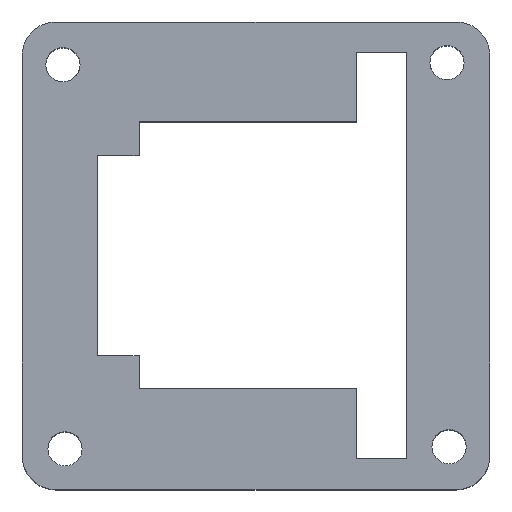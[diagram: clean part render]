
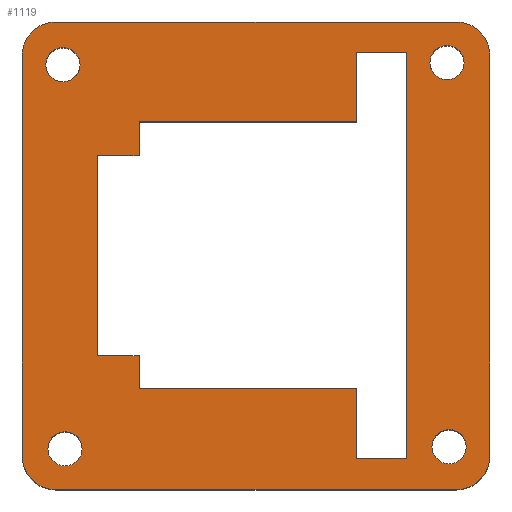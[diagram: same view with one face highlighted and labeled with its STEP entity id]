
A CAD part, top view. The second image highlights one B-rep face of the part: STEP entity #1119.
In plain terms, the highlighted planar face has unit normal (0, 0, 1).
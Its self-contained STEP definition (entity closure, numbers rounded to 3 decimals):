
#43=FACE_BOUND('',#213,.T.);
#44=FACE_BOUND('',#214,.T.);
#45=FACE_BOUND('',#215,.T.);
#46=FACE_BOUND('',#216,.T.);
#47=FACE_BOUND('',#217,.T.);
#71=PLANE('',#1244);
#141=FACE_OUTER_BOUND('',#212,.T.);
#212=EDGE_LOOP('',(#1028,#1029,#1030,#1031,#1032,#1033,#1034,#1035));
#213=EDGE_LOOP('',(#1036,#1037,#1038,#1039,#1040,#1041,#1042,#1043,#1044,
#1045,#1046,#1047));
#214=EDGE_LOOP('',(#1048));
#215=EDGE_LOOP('',(#1049));
#216=EDGE_LOOP('',(#1050));
#217=EDGE_LOOP('',(#1051));
#259=CIRCLE('',#1206,2.);
#260=CIRCLE('',#1221,2.);
#262=CIRCLE('',#1225,1.025);
#264=CIRCLE('',#1228,1.025);
#266=CIRCLE('',#1231,1.025);
#268=CIRCLE('',#1234,1.025);
#270=CIRCLE('',#1237,2.);
#272=CIRCLE('',#1241,2.);
#301=LINE('',#2149,#387);
#307=LINE('',#2166,#393);
#310=LINE('',#2172,#396);
#313=LINE('',#2178,#399);
#316=LINE('',#2184,#402);
#319=LINE('',#2190,#405);
#322=LINE('',#2196,#408);
#325=LINE('',#2202,#411);
#328=LINE('',#2208,#414);
#331=LINE('',#2214,#417);
#334=LINE('',#2220,#420);
#337=LINE('',#2226,#423);
#340=LINE('',#2230,#426);
#341=LINE('',#2234,#427);
#346=LINE('',#2247,#432);
#357=LINE('',#2285,#443);
#387=VECTOR('',#1394,10.);
#393=VECTOR('',#1410,10.);
#396=VECTOR('',#1415,10.);
#399=VECTOR('',#1420,10.);
#402=VECTOR('',#1425,10.);
#405=VECTOR('',#1430,10.);
#408=VECTOR('',#1435,10.);
#411=VECTOR('',#1440,10.);
#414=VECTOR('',#1445,10.);
#417=VECTOR('',#1450,10.);
#420=VECTOR('',#1455,10.);
#423=VECTOR('',#1460,10.);
#426=VECTOR('',#1465,10.);
#427=VECTOR('',#1468,10.);
#432=VECTOR('',#1481,10.);
#443=VECTOR('',#1524,10.);
#508=VERTEX_POINT('',#2146);
#509=VERTEX_POINT('',#2148);
#511=VERTEX_POINT('',#2156);
#514=VERTEX_POINT('',#2163);
#515=VERTEX_POINT('',#2165);
#517=VERTEX_POINT('',#2171);
#519=VERTEX_POINT('',#2177);
#521=VERTEX_POINT('',#2183);
#523=VERTEX_POINT('',#2189);
#525=VERTEX_POINT('',#2195);
#527=VERTEX_POINT('',#2201);
#529=VERTEX_POINT('',#2207);
#531=VERTEX_POINT('',#2213);
#533=VERTEX_POINT('',#2219);
#535=VERTEX_POINT('',#2225);
#536=VERTEX_POINT('',#2232);
#537=VERTEX_POINT('',#2233);
#540=VERTEX_POINT('',#2241);
#542=VERTEX_POINT('',#2250);
#544=VERTEX_POINT('',#2256);
#546=VERTEX_POINT('',#2262);
#548=VERTEX_POINT('',#2270);
#550=VERTEX_POINT('',#2278);
#552=VERTEX_POINT('',#2284);
#645=EDGE_CURVE('',#508,#509,#301,.T.);
#650=EDGE_CURVE('',#511,#508,#259,.T.);
#653=EDGE_CURVE('',#515,#514,#307,.T.);
#656=EDGE_CURVE('',#517,#515,#310,.T.);
#659=EDGE_CURVE('',#519,#517,#313,.T.);
#662=EDGE_CURVE('',#521,#519,#316,.T.);
#665=EDGE_CURVE('',#523,#521,#319,.T.);
#668=EDGE_CURVE('',#525,#523,#322,.T.);
#671=EDGE_CURVE('',#527,#525,#325,.T.);
#674=EDGE_CURVE('',#529,#527,#328,.T.);
#677=EDGE_CURVE('',#531,#529,#331,.T.);
#680=EDGE_CURVE('',#533,#531,#334,.T.);
#683=EDGE_CURVE('',#535,#533,#337,.T.);
#686=EDGE_CURVE('',#514,#535,#340,.T.);
#687=EDGE_CURVE('',#536,#537,#341,.T.);
#691=EDGE_CURVE('',#537,#540,#260,.T.);
#694=EDGE_CURVE('',#540,#511,#346,.T.);
#696=EDGE_CURVE('',#542,#542,#262,.T.);
#699=EDGE_CURVE('',#544,#544,#264,.T.);
#702=EDGE_CURVE('',#546,#546,#266,.T.);
#707=EDGE_CURVE('',#548,#548,#268,.T.);
#712=EDGE_CURVE('',#509,#550,#270,.T.);
#715=EDGE_CURVE('',#550,#552,#357,.T.);
#718=EDGE_CURVE('',#552,#536,#272,.T.);
#1028=ORIENTED_EDGE('',*,*,#645,.F.);
#1029=ORIENTED_EDGE('',*,*,#650,.F.);
#1030=ORIENTED_EDGE('',*,*,#694,.F.);
#1031=ORIENTED_EDGE('',*,*,#691,.F.);
#1032=ORIENTED_EDGE('',*,*,#687,.F.);
#1033=ORIENTED_EDGE('',*,*,#718,.F.);
#1034=ORIENTED_EDGE('',*,*,#715,.F.);
#1035=ORIENTED_EDGE('',*,*,#712,.F.);
#1036=ORIENTED_EDGE('',*,*,#653,.T.);
#1037=ORIENTED_EDGE('',*,*,#686,.T.);
#1038=ORIENTED_EDGE('',*,*,#683,.T.);
#1039=ORIENTED_EDGE('',*,*,#680,.T.);
#1040=ORIENTED_EDGE('',*,*,#677,.T.);
#1041=ORIENTED_EDGE('',*,*,#674,.T.);
#1042=ORIENTED_EDGE('',*,*,#671,.T.);
#1043=ORIENTED_EDGE('',*,*,#668,.T.);
#1044=ORIENTED_EDGE('',*,*,#665,.T.);
#1045=ORIENTED_EDGE('',*,*,#662,.T.);
#1046=ORIENTED_EDGE('',*,*,#659,.T.);
#1047=ORIENTED_EDGE('',*,*,#656,.T.);
#1048=ORIENTED_EDGE('',*,*,#696,.F.);
#1049=ORIENTED_EDGE('',*,*,#699,.F.);
#1050=ORIENTED_EDGE('',*,*,#702,.F.);
#1051=ORIENTED_EDGE('',*,*,#707,.F.);
#1119=ADVANCED_FACE('',(#141,#43,#44,#45,#46,#47),#71,.T.);
#1206=AXIS2_PLACEMENT_3D('',#2158,#1404,#1405);
#1221=AXIS2_PLACEMENT_3D('',#2242,#1474,#1475);
#1225=AXIS2_PLACEMENT_3D('',#2251,#1485,#1486);
#1228=AXIS2_PLACEMENT_3D('',#2257,#1492,#1493);
#1231=AXIS2_PLACEMENT_3D('',#2263,#1499,#1500);
#1234=AXIS2_PLACEMENT_3D('',#2271,#1508,#1509);
#1237=AXIS2_PLACEMENT_3D('',#2279,#1517,#1518);
#1241=AXIS2_PLACEMENT_3D('',#2290,#1529,#1530);
#1244=AXIS2_PLACEMENT_3D('',#2293,#1535,#1536);
#1394=DIRECTION('',(0.,-1.,0.));
#1404=DIRECTION('center_axis',(0.,0.,
-1.));
#1405=DIRECTION('ref_axis',(1.,0.,0.));
#1410=DIRECTION('',(1.,0.,0.));
#1415=DIRECTION('',(0.,1.,0.));
#1420=DIRECTION('',(-1.,0.,0.));
#1425=DIRECTION('',(0.,1.,0.));
#1430=DIRECTION('',(-1.,0.,0.));
#1435=DIRECTION('',(0.,1.,0.));
#1440=DIRECTION('',(-1.,0.,0.));
#1445=DIRECTION('',(0.,-1.,0.));
#1450=DIRECTION('',(1.,0.,0.));
#1455=DIRECTION('',(0.,1.,0.));
#1460=DIRECTION('',(1.,0.,0.));
#1465=DIRECTION('',(0.,1.,0.));
#1468=DIRECTION('',(0.,1.,0.));
#1474=DIRECTION('center_axis',(0.,0.,
-1.));
#1475=DIRECTION('ref_axis',(0.,1.,0.));
#1481=DIRECTION('',(1.,0.,0.));
#1485=DIRECTION('center_axis',(0.,0.,
1.));
#1486=DIRECTION('ref_axis',(-1.,0.,0.));
#1492=DIRECTION('center_axis',(0.,0.,
1.));
#1493=DIRECTION('ref_axis',(-1.,0.,0.));
#1499=DIRECTION('center_axis',(0.,0.,
1.));
#1500=DIRECTION('ref_axis',(-1.,0.,0.));
#1508=DIRECTION('center_axis',(0.,0.,
1.));
#1509=DIRECTION('ref_axis',(-1.,0.,0.));
#1517=DIRECTION('center_axis',(0.,0.,
-1.));
#1518=DIRECTION('ref_axis',(0.,-1.,0.));
#1524=DIRECTION('',(-1.,0.,0.));
#1529=DIRECTION('center_axis',(0.,0.,
-1.));
#1530=DIRECTION('ref_axis',(-1.,0.,0.));
#1535=DIRECTION('center_axis',(0.,0.,
1.));
#1536=DIRECTION('ref_axis',(1.,0.,0.));
#2146=CARTESIAN_POINT('',(14.,11.998,14.3));
#2148=CARTESIAN_POINT('',(14.,-12.002,14.3));
#2149=CARTESIAN_POINT('',(14.,-6.002,14.3));
#2156=CARTESIAN_POINT('',(12.,13.998,14.3));
#2158=CARTESIAN_POINT('Origin',(12.,11.998,14.3));
#2163=CARTESIAN_POINT('',(-7.,6.021,14.3));
#2165=CARTESIAN_POINT('',(-9.5,6.021,14.3));
#2166=CARTESIAN_POINT('',(-4.75,6.021,14.3));
#2171=CARTESIAN_POINT('',(-9.5,-5.979,14.3));
#2172=CARTESIAN_POINT('',(-9.5,-2.99,14.3));
#2177=CARTESIAN_POINT('',(-7.,-5.979,14.3));
#2178=CARTESIAN_POINT('',(-3.5,-5.979,14.3));
#2183=CARTESIAN_POINT('',(-7.,-7.979,14.3));
#2184=CARTESIAN_POINT('',(-7.,-3.99,14.3));
#2189=CARTESIAN_POINT('',(6.,-7.979,14.3));
#2190=CARTESIAN_POINT('',(3.,-7.979,14.3));
#2195=CARTESIAN_POINT('',(6.,-12.146,14.3));
#2196=CARTESIAN_POINT('',(6.,-6.074,14.3));
#2201=CARTESIAN_POINT('',(9.,-12.146,14.3));
#2202=CARTESIAN_POINT('',(4.5,-12.146,14.3));
#2207=CARTESIAN_POINT('',(9.,12.189,14.3));
#2208=CARTESIAN_POINT('',(9.,6.093,14.3));
#2213=CARTESIAN_POINT('',(6.,12.189,14.3));
#2214=CARTESIAN_POINT('',(3.,12.189,14.3));
#2219=CARTESIAN_POINT('',(6.,8.021,14.3));
#2220=CARTESIAN_POINT('',(6.,4.01,14.3));
#2225=CARTESIAN_POINT('',(-7.,8.021,14.3));
#2226=CARTESIAN_POINT('',(-3.5,8.021,14.3));
#2230=CARTESIAN_POINT('',(-7.,3.01,14.3));
#2232=CARTESIAN_POINT('',(-14.,-12.002,14.3));
#2233=CARTESIAN_POINT('',(-14.,11.998,14.3));
#2234=CARTESIAN_POINT('',(-14.,5.998,14.3));
#2241=CARTESIAN_POINT('',(-12.,13.998,14.3));
#2242=CARTESIAN_POINT('Origin',(-12.,11.998,14.3));
#2247=CARTESIAN_POINT('',(6.,13.998,14.3));
#2250=CARTESIAN_POINT('',(-10.537,11.435,14.3));
#2251=CARTESIAN_POINT('Origin',(-11.562,11.435,14.3));
#2256=CARTESIAN_POINT('',(-10.412,-11.564,14.3));
#2257=CARTESIAN_POINT('Origin',(-11.437,-11.564,14.3));
#2262=CARTESIAN_POINT('',(12.587,-11.439,14.3));
#2263=CARTESIAN_POINT('Origin',(11.562,-11.439,14.3));
#2270=CARTESIAN_POINT('',(12.462,11.56,14.3));
#2271=CARTESIAN_POINT('Origin',(11.437,11.56,14.3));
#2278=CARTESIAN_POINT('',(12.,-14.002,14.3));
#2279=CARTESIAN_POINT('Origin',(12.,-12.002,14.3));
#2284=CARTESIAN_POINT('',(-12.,-14.002,14.3));
#2285=CARTESIAN_POINT('',(-6.,-14.002,14.3));
#2290=CARTESIAN_POINT('Origin',(-12.,-12.002,14.3));
#2293=CARTESIAN_POINT('Origin',(0.,-0.002,
14.3));
